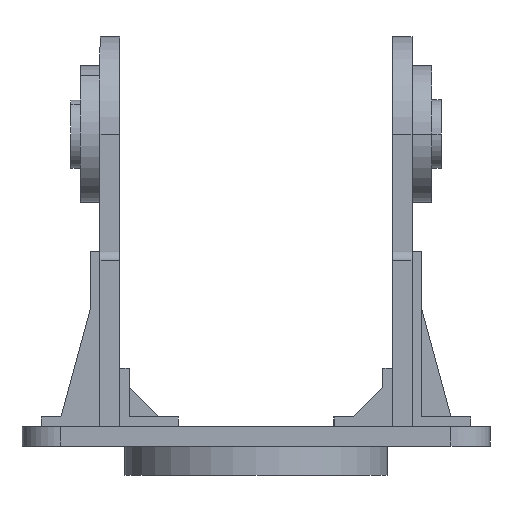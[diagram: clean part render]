
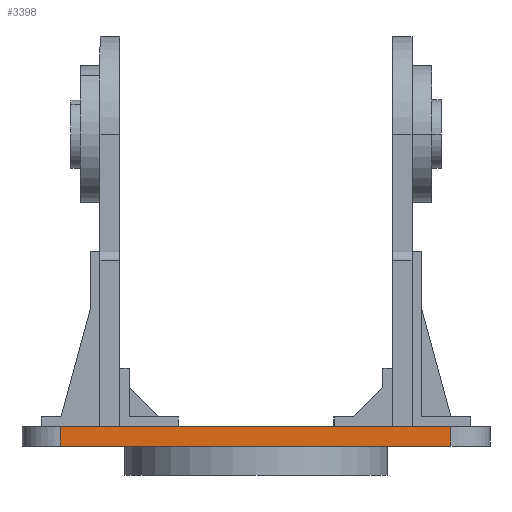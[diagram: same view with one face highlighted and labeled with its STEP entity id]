
A CAD part, left-side view. The second image highlights one B-rep face of the part: STEP entity #3398.
In plain terms, the highlighted planar face has unit normal (-1, 0, 0).
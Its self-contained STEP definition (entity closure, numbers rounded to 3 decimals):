
#241 = LINE ( 'NONE', #10506, #7650 ) ;
#771 = DIRECTION ( 'NONE',  ( 1., 0., 0. ) ) ;
#1342 = VECTOR ( 'NONE', #9976, 1000. ) ;
#1391 = EDGE_CURVE ( 'NONE', #7939, #11497, #241, .T. ) ;
#1448 = AXIS2_PLACEMENT_3D ( 'NONE', #1884, #771, #3028 ) ;
#1884 = CARTESIAN_POINT ( 'NONE',  ( -213., 10., 100. ) ) ;
#1952 = VERTEX_POINT ( 'NONE', #6356 ) ;
#2010 = LINE ( 'NONE', #6906, #1342 ) ;
#2866 = EDGE_CURVE ( 'NONE', #12008, #1952, #7020, .T. ) ;
#3028 = DIRECTION ( 'NONE',  ( 0., 0., -1. ) ) ;
#3356 = ORIENTED_EDGE ( 'NONE', *, *, #4991, .T. ) ;
#3372 = ORIENTED_EDGE ( 'NONE', *, *, #5129, .F. ) ;
#3398 = ADVANCED_FACE ( 'NONE', ( #4367 ), #6165, .F. ) ;
#4107 = CARTESIAN_POINT ( 'NONE',  ( -213., 10., 100. ) ) ;
#4367 = FACE_OUTER_BOUND ( 'NONE', #8389, .T. ) ;
#4991 = EDGE_CURVE ( 'NONE', #11497, #1952, #12037, .T. ) ;
#5129 = EDGE_CURVE ( 'NONE', #7939, #12008, #2010, .T. ) ;
#5466 = CARTESIAN_POINT ( 'NONE',  ( -213., 0., -100. ) ) ;
#6165 = PLANE ( 'NONE',  #1448 ) ;
#6356 = CARTESIAN_POINT ( 'NONE',  ( -213., 0., 100. ) ) ;
#6495 = CARTESIAN_POINT ( 'NONE',  ( -213., 10., -100. ) ) ;
#6906 = CARTESIAN_POINT ( 'NONE',  ( -213., 10., 100. ) ) ;
#7020 = LINE ( 'NONE', #8474, #7685 ) ;
#7650 = VECTOR ( 'NONE', #12611, 1000. ) ;
#7685 = VECTOR ( 'NONE', #8385, 1000. ) ;
#7939 = VERTEX_POINT ( 'NONE', #6495 ) ;
#8385 = DIRECTION ( 'NONE',  ( 0., -1., 0. ) ) ;
#8389 = EDGE_LOOP ( 'NONE', ( #3356, #13473, #3372, #12832 ) ) ;
#8474 = CARTESIAN_POINT ( 'NONE',  ( -213., 10., 100. ) ) ;
#8692 = DIRECTION ( 'NONE',  ( 0., 0., 1. ) ) ;
#9793 = CARTESIAN_POINT ( 'NONE',  ( -213., 0., 100. ) ) ;
#9976 = DIRECTION ( 'NONE',  ( 0., 0., 1. ) ) ;
#10506 = CARTESIAN_POINT ( 'NONE',  ( -213., 10., -100. ) ) ;
#11497 = VERTEX_POINT ( 'NONE', #5466 ) ;
#12008 = VERTEX_POINT ( 'NONE', #4107 ) ;
#12037 = LINE ( 'NONE', #9793, #13019 ) ;
#12611 = DIRECTION ( 'NONE',  ( 0., -1., 0. ) ) ;
#12832 = ORIENTED_EDGE ( 'NONE', *, *, #1391, .T. ) ;
#13019 = VECTOR ( 'NONE', #8692, 1000. ) ;
#13473 = ORIENTED_EDGE ( 'NONE', *, *, #2866, .F. ) ;
